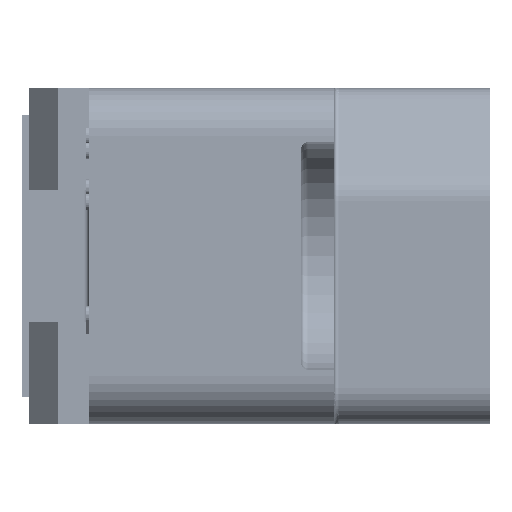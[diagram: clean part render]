
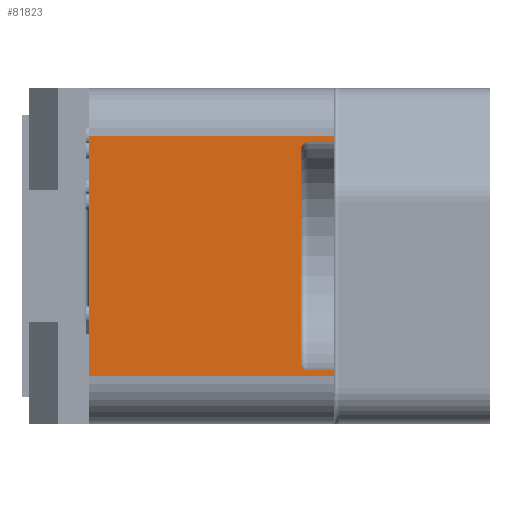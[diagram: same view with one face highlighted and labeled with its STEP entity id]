
A CAD part, left-side view. The second image highlights one B-rep face of the part: STEP entity #81823.
In plain terms, the highlighted planar face has unit normal (-1, 0, 0).
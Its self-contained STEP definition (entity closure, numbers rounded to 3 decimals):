
#3137=DIRECTION('',(0.,0.,-1.));
#3138=VECTOR('',#3137,10.);
#3139=CARTESIAN_POINT('',(-40.,10.25,5.));
#3140=LINE('',#3139,#3138);
#3678=DIRECTION('',(0.,-1.,0.));
#3679=VECTOR('',#3678,10.25);
#3680=CARTESIAN_POINT('',(-40.,10.25,5.));
#3681=LINE('',#3680,#3679);
#3852=DIRECTION('',(0.,1.,0.));
#3853=VECTOR('',#3852,10.25);
#3854=CARTESIAN_POINT('',(-40.,0.,-5.));
#3855=LINE('',#3854,#3853);
#3861=DIRECTION('',(0.,0.,1.));
#3862=VECTOR('',#3861,8.9);
#3863=CARTESIAN_POINT('',(-40.,1.4,-4.45));
#3864=LINE('',#3863,#3862);
#3865=DIRECTION('',(0.,1.,0.));
#3866=VECTOR('',#3865,1.1);
#3867=CARTESIAN_POINT('',(-40.,0.,-4.75));
#3868=LINE('',#3867,#3866);
#3869=DIRECTION('',(0.,0.,-1.));
#3870=VECTOR('',#3869,0.25);
#3871=CARTESIAN_POINT('',(-40.,0.,-4.75));
#3872=LINE('',#3871,#3870);
#3873=DIRECTION('',(0.,0.,-1.));
#3874=VECTOR('',#3873,0.25);
#3875=CARTESIAN_POINT('',(-40.,0.,5.));
#3876=LINE('',#3875,#3874);
#3877=DIRECTION('',(0.,1.,0.));
#3878=VECTOR('',#3877,1.1);
#3879=CARTESIAN_POINT('',(-40.,0.,4.75));
#3880=LINE('',#3879,#3878);
#3904=CARTESIAN_POINT('',(-40.,1.1,-4.45));
#3905=DIRECTION('',(1.,0.,0.));
#3906=DIRECTION('',(0.,0.,-1.));
#3907=AXIS2_PLACEMENT_3D('',#3904,#3905,#3906);
#3928=CARTESIAN_POINT('',(-40.,1.1,4.45));
#3929=DIRECTION('',(1.,0.,0.));
#3930=DIRECTION('',(0.,1.,0.));
#3931=AXIS2_PLACEMENT_3D('',#3928,#3929,#3930);
#65467=CARTESIAN_POINT('',(-40.,0.,5.));
#65468=VERTEX_POINT('',#65467);
#65469=CARTESIAN_POINT('',(-40.,10.25,5.));
#65470=VERTEX_POINT('',#65469);
#65475=CARTESIAN_POINT('',(-40.,10.25,-5.));
#65476=VERTEX_POINT('',#65475);
#65477=CARTESIAN_POINT('',(-40.,0.,-5.));
#65478=VERTEX_POINT('',#65477);
#65487=CARTESIAN_POINT('',(-40.,0.,-4.75));
#65489=VERTEX_POINT('',#65487);
#65493=CARTESIAN_POINT('',(-40.,0.,4.75));
#65494=VERTEX_POINT('',#65493);
#65704=CARTESIAN_POINT('',(-40.,1.4,-4.45));
#65706=VERTEX_POINT('',#65704);
#65708=CARTESIAN_POINT('',(-40.,1.1,-4.75));
#65710=VERTEX_POINT('',#65708);
#65715=CARTESIAN_POINT('',(-40.,1.4,4.45));
#65716=VERTEX_POINT('',#65715);
#65717=CARTESIAN_POINT('',(-40.,1.1,4.75));
#65718=VERTEX_POINT('',#65717);
#81801=CARTESIAN_POINT('',(-40.,0.,7.));
#81802=DIRECTION('',(-1.,0.,0.));
#81803=DIRECTION('',(0.,1.,0.));
#81804=AXIS2_PLACEMENT_3D('',#81801,#81802,#81803);
#81805=PLANE('',#81804);
#81807=ORIENTED_EDGE('',*,*,#81806,.F.);
#81809=ORIENTED_EDGE('',*,*,#81808,.F.);
#81811=ORIENTED_EDGE('',*,*,#81810,.F.);
#81812=ORIENTED_EDGE('',*,*,#81632,.T.);
#81813=ORIENTED_EDGE('',*,*,#81795,.T.);
#81814=ORIENTED_EDGE('',*,*,#81312,.F.);
#81815=ORIENTED_EDGE('',*,*,#81616,.T.);
#81816=ORIENTED_EDGE('',*,*,#81640,.T.);
#81818=ORIENTED_EDGE('',*,*,#81817,.T.);
#81820=ORIENTED_EDGE('',*,*,#81819,.F.);
#81821=EDGE_LOOP('',(#81807,#81809,#81811,#81812,#81813,#81814,#81815,#81816,
#81818,#81820));
#81822=FACE_OUTER_BOUND('',#81821,.F.);
#81823=ADVANCED_FACE('',(#81822),#81805,.T.);
#3908=CIRCLE('',#3907,0.3);
#3932=CIRCLE('',#3931,0.3);
#81312=EDGE_CURVE('',#65470,#65476,#3140,.T.);
#81616=EDGE_CURVE('',#65470,#65468,#3681,.T.);
#81632=EDGE_CURVE('',#65489,#65478,#3872,.T.);
#81640=EDGE_CURVE('',#65468,#65494,#3876,.T.);
#81795=EDGE_CURVE('',#65478,#65476,#3855,.T.);
#81806=EDGE_CURVE('',#65706,#65716,#3864,.T.);
#81808=EDGE_CURVE('',#65710,#65706,#3908,.T.);
#81810=EDGE_CURVE('',#65489,#65710,#3868,.T.);
#81817=EDGE_CURVE('',#65494,#65718,#3880,.T.);
#81819=EDGE_CURVE('',#65716,#65718,#3932,.T.);
